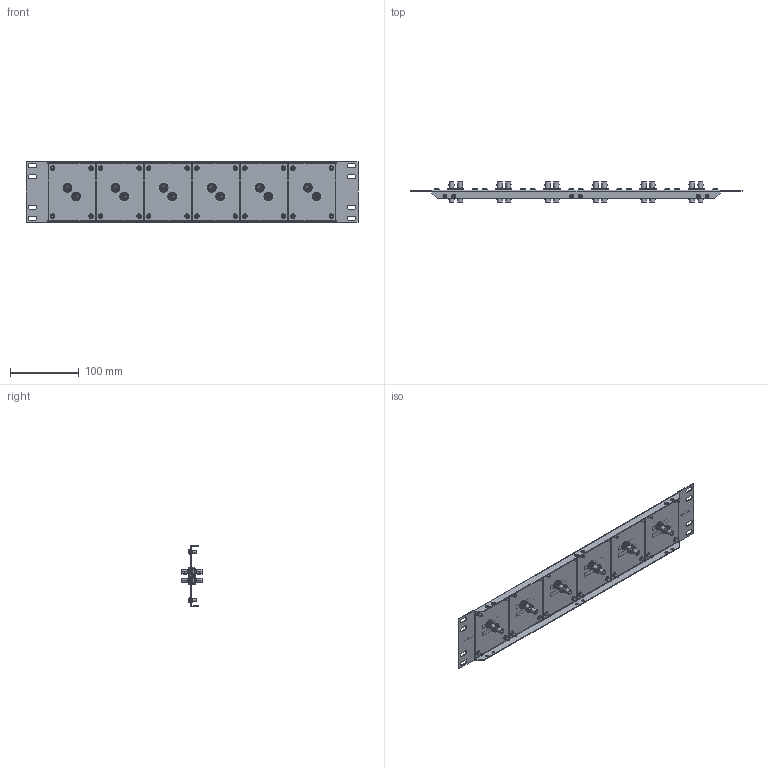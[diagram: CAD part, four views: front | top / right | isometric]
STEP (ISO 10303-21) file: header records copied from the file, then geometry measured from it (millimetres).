
FILE_DESCRIPTION (( 'STEP AP214' ), '1' );
FILE_NAME ('UPR35-12STB.STEP', '2017-05-26T18:36:38', ( 'L-Com' ), ( 'L-Com Global Connectivity' ), 'SwSTEP 2.0', 'SolidWorks 2014', '' );
FILE_SCHEMA (( 'AUTOMOTIVE_DESIGN' ));
Length unit declared in the file: inch
Products named in the file (9): 90272A146; USP2FOPT; FOA-001; 3AA02-001; 3AA03-001; USP2FOPT-PROD; UPR35-6B-MA1; UPR35-12STB
Assembly tree (37 placements, depth 4):
  UPR35-12STB
    UPR35-6B-MA1
    USP2FOPT  x6
      USP2FOPT-PROD
      FOA-001
        FOA-001
        3AA03-001
        3AA02-001
    90272A146  x24
Bounding box: 482.6 x 29.21 x 88.39 mm (x, y, z)
Volume: 85277.4 mm3; surface area: 152797.4 mm2
Topology: 67 solids, 67 shells, 4718 faces, 13064 edges, 8576 vertices
Faces by surface type: cylinder 2264, plane 1398, cone 576, bspline 240, torus 240
Entity records: 27853 total; most frequent: CARTESIAN_POINT 5323, ORIENTED_EDGE 4036, DIRECTION 3952, EDGE_CURVE 2018, AXIS2_PLACEMENT_3D 1413, VERTEX_POINT 1328, VECTOR 1126, LINE 1126
